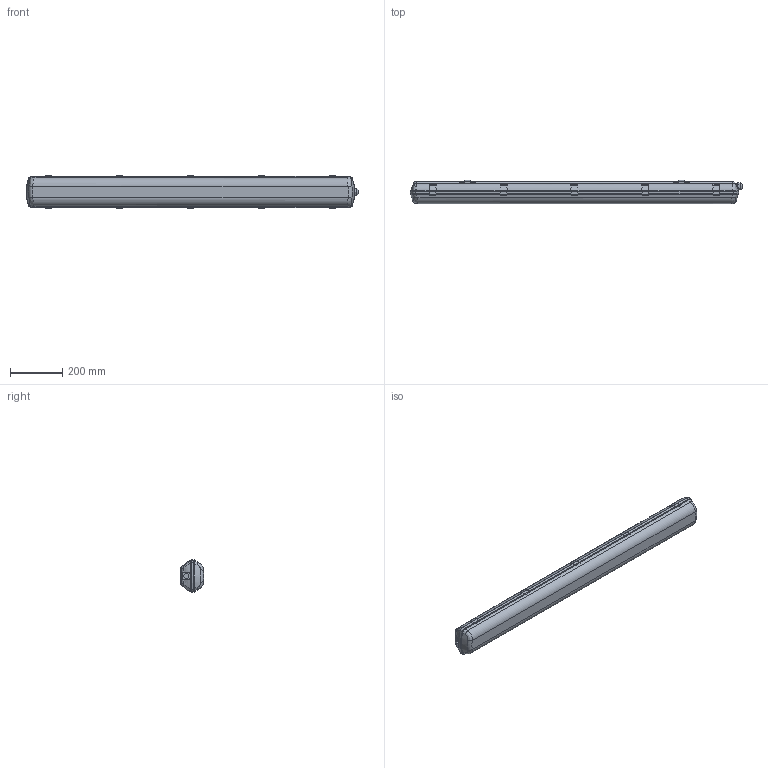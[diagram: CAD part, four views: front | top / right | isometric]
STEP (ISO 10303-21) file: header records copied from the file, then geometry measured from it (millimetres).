
FILE_DESCRIPTION (( 'STEP AP203' ), '1' );
FILE_NAME ('LLSP3-3908A-2-36-K03 Ñâåòèëüíèê ËÑÏ3908A ÝÏÐÀ 2õ36Âò IP65 ÈÝÊ.STEP', '2017-08-29T12:43:29', ( '' ), ( '' ), 'SwSTEP 2.0', 'SolidWorks 2014', '' );
FILE_SCHEMA (( 'CONFIG_CONTROL_DESIGN' ));
Length unit declared in the file: millimetre
Products named in the file (1): LLSP3-3908A-2-36-K03 Ñâåòèëüíèê ËÑÏ3908A ÝÏÐÀ 2õ36Âò IP65 ÈÝÊ
Bounding box: 1271.7 x 89 x 122.81 mm (x, y, z)
Volume: 6805676.9 mm3; surface area: 796733.9 mm2
Topology: 1 solids, 2 shells, 1048 faces, 2792 edges, 1733 vertices
Faces by surface type: plane 566, cylinder 284, bspline 122, torus 48, sphere 20, cone 8
Full cylindrical faces by diameter (mm): 6 x2, 12.3 x1, 15 x1, 20 x4, 23 x1, 25 x1
Entity records: 39325 total; most frequent: CARTESIAN_POINT 14003, ORIENTED_EDGE 5458, DIRECTION 4981, EDGE_CURVE 2729, VECTOR 1761, LINE 1761, VERTEX_POINT 1723, AXIS2_PLACEMENT_3D 1610
